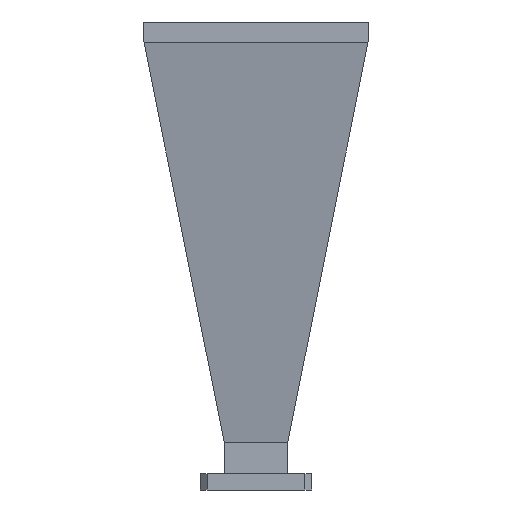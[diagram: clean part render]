
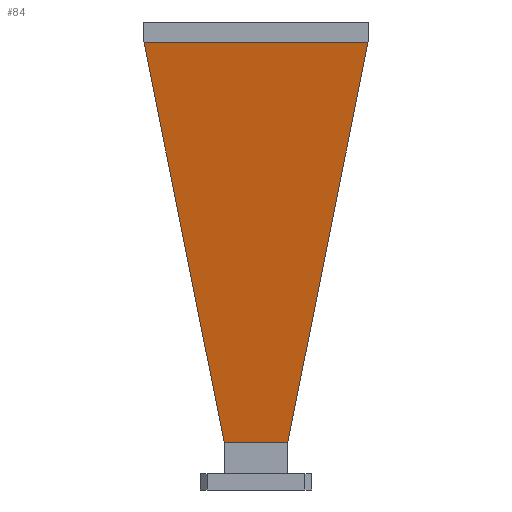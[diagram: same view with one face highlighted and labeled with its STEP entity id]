
A CAD part, left-side view. The second image highlights one B-rep face of the part: STEP entity #84.
In plain terms, the highlighted planar face has unit normal (-0.987, 0, -0.159).
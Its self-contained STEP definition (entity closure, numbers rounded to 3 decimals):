
#12 = ORIENTED_EDGE ( 'NONE', *, *, #495, .T. ) ;
#78 = VERTEX_POINT ( 'NONE', #716 ) ;
#84 = ADVANCED_FACE ( 'NONE', ( #488 ), #285, .T. ) ;
#152 = EDGE_LOOP ( 'NONE', ( #432, #1313, #12, #731 ) ) ;
#153 = CARTESIAN_POINT ( 'NONE',  ( -25.53, 0., 169.413 ) ) ;
#188 = DIRECTION ( 'NONE',  ( -0.987, 0., -0.159 ) ) ;
#272 = VECTOR ( 'NONE', #1232, 1000. ) ;
#285 = PLANE ( 'NONE',  #830 ) ;
#304 = VERTEX_POINT ( 'NONE', #1174 ) ;
#341 = CARTESIAN_POINT ( 'NONE',  ( -6.238, 0., 49.76 ) ) ;
#368 = DIRECTION ( 'NONE',  ( 0., 1., 0. ) ) ;
#370 = LINE ( 'NONE', #1211, #272 ) ;
#432 = ORIENTED_EDGE ( 'NONE', *, *, #790, .T. ) ;
#488 = FACE_OUTER_BOUND ( 'NONE', #152, .T. ) ;
#495 = EDGE_CURVE ( 'NONE', #951, #78, #797, .T. ) ;
#585 = CARTESIAN_POINT ( 'NONE',  ( -25.53, 33.479, 169.413 ) ) ;
#689 = VECTOR ( 'NONE', #787, 1000. ) ;
#708 = CARTESIAN_POINT ( 'NONE',  ( -16.327, 0., 112.33 ) ) ;
#716 = CARTESIAN_POINT ( 'NONE',  ( -25.53, 33.479, 169.413 ) ) ;
#726 = DIRECTION ( 'NONE',  ( -0.159, 0., 0.987 ) ) ;
#731 = ORIENTED_EDGE ( 'NONE', *, *, #1268, .T. ) ;
#787 = DIRECTION ( 'NONE',  ( 0.156, -0.194, -0.968 ) ) ;
#790 = EDGE_CURVE ( 'NONE', #1364, #304, #1077, .T. ) ;
#797 = LINE ( 'NONE', #153, #985 ) ;
#830 = AXIS2_PLACEMENT_3D ( 'NONE', #708, #188, #726 ) ;
#898 = CARTESIAN_POINT ( 'NONE',  ( -25.53, -33.479, 169.413 ) ) ;
#924 = CARTESIAN_POINT ( 'NONE',  ( -6.238, 9.487, 49.76 ) ) ;
#951 = VERTEX_POINT ( 'NONE', #898 ) ;
#985 = VECTOR ( 'NONE', #368, 1000. ) ;
#1077 = LINE ( 'NONE', #341, #1274 ) ;
#1123 = LINE ( 'NONE', #585, #689 ) ;
#1174 = CARTESIAN_POINT ( 'NONE',  ( -6.239, -9.487, 49.76 ) ) ;
#1209 = DIRECTION ( 'NONE',  ( 0., -1., 0. ) ) ;
#1211 = CARTESIAN_POINT ( 'NONE',  ( -6.238, -9.487, 49.76 ) ) ;
#1220 = EDGE_CURVE ( 'NONE', #304, #951, #370, .T. ) ;
#1232 = DIRECTION ( 'NONE',  ( -0.156, -0.194, 0.968 ) ) ;
#1268 = EDGE_CURVE ( 'NONE', #78, #1364, #1123, .T. ) ;
#1274 = VECTOR ( 'NONE', #1209, 1000. ) ;
#1313 = ORIENTED_EDGE ( 'NONE', *, *, #1220, .T. ) ;
#1364 = VERTEX_POINT ( 'NONE', #924 ) ;
